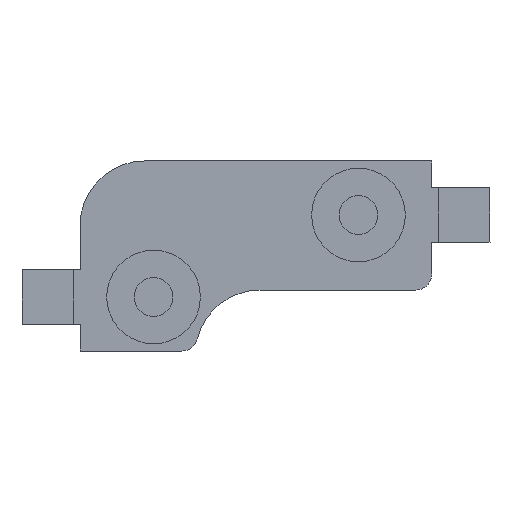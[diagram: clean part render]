
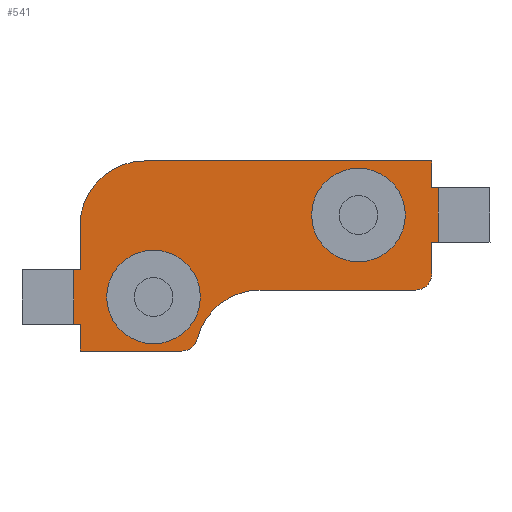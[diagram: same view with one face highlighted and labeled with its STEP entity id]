
A CAD part, front view. The second image highlights one B-rep face of the part: STEP entity #541.
In plain terms, the highlighted planar face has unit normal (0, -1, 0).
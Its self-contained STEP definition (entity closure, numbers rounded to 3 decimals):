
#16=FACE_BOUND('',#92,.T.);
#17=FACE_BOUND('',#93,.T.);
#22=CIRCLE('',#588,1.45);
#23=CIRCLE('',#591,0.5);
#24=CIRCLE('',#592,2.);
#25=CIRCLE('',#593,0.5);
#26=CIRCLE('',#594,2.);
#27=CIRCLE('',#595,1.45);
#59=FACE_OUTER_BOUND('',#91,.T.);
#91=EDGE_LOOP('',(#426,#427,#428,#429,#430,#431,#432,#433,#434,#435,#436,
#437,#438,#439,#440,#441,#442));
#92=EDGE_LOOP('',(#443));
#93=EDGE_LOOP('',(#444));
#109=LINE('',#776,#168);
#116=LINE('',#791,#175);
#123=LINE('',#805,#182);
#129=LINE('',#817,#188);
#133=LINE('',#825,#192);
#137=LINE('',#832,#196);
#141=LINE('',#840,#200);
#142=LINE('',#843,#201);
#150=LINE('',#868,#209);
#151=LINE('',#874,#210);
#152=LINE('',#877,#211);
#153=LINE('',#879,#212);
#154=LINE('',#881,#213);
#168=VECTOR('',#621,10.);
#175=VECTOR('',#632,10.);
#182=VECTOR('',#643,10.);
#188=VECTOR('',#653,10.);
#192=VECTOR('',#661,10.);
#196=VECTOR('',#665,10.);
#200=VECTOR('',#671,10.);
#201=VECTOR('',#674,10.);
#209=VECTOR('',#702,10.);
#210=VECTOR('',#707,10.);
#211=VECTOR('',#710,10.);
#212=VECTOR('',#711,10.);
#213=VECTOR('',#712,10.);
#227=VERTEX_POINT('',#774);
#228=VERTEX_POINT('',#775);
#233=VERTEX_POINT('',#789);
#234=VERTEX_POINT('',#790);
#239=VERTEX_POINT('',#804);
#243=VERTEX_POINT('',#816);
#245=VERTEX_POINT('',#824);
#248=VERTEX_POINT('',#830);
#251=VERTEX_POINT('',#838);
#252=VERTEX_POINT('',#842);
#258=VERTEX_POINT('',#862);
#259=VERTEX_POINT('',#867);
#260=VERTEX_POINT('',#869);
#261=VERTEX_POINT('',#871);
#262=VERTEX_POINT('',#873);
#263=VERTEX_POINT('',#875);
#264=VERTEX_POINT('',#878);
#265=VERTEX_POINT('',#880);
#266=VERTEX_POINT('',#883);
#277=EDGE_CURVE('',#227,#228,#109,.T.);
#284=EDGE_CURVE('',#233,#234,#116,.T.);
#291=EDGE_CURVE('',#227,#239,#123,.T.);
#297=EDGE_CURVE('',#243,#228,#129,.T.);
#301=EDGE_CURVE('',#239,#245,#133,.T.);
#305=EDGE_CURVE('',#248,#243,#137,.T.);
#309=EDGE_CURVE('',#234,#251,#141,.T.);
#310=EDGE_CURVE('',#252,#233,#142,.T.);
#321=EDGE_CURVE('',#258,#258,#22,.T.);
#322=EDGE_CURVE('',#259,#248,#150,.T.);
#323=EDGE_CURVE('',#260,#259,#23,.T.);
#324=EDGE_CURVE('',#260,#261,#24,.T.);
#325=EDGE_CURVE('',#262,#261,#151,.T.);
#326=EDGE_CURVE('',#263,#262,#25,.T.);
#327=EDGE_CURVE('',#252,#263,#152,.T.);
#328=EDGE_CURVE('',#264,#251,#153,.T.);
#329=EDGE_CURVE('',#265,#264,#154,.T.);
#330=EDGE_CURVE('',#245,#265,#26,.T.);
#331=EDGE_CURVE('',#266,#266,#27,.T.);
#426=ORIENTED_EDGE('',*,*,#277,.T.);
#427=ORIENTED_EDGE('',*,*,#297,.F.);
#428=ORIENTED_EDGE('',*,*,#305,.F.);
#429=ORIENTED_EDGE('',*,*,#322,.F.);
#430=ORIENTED_EDGE('',*,*,#323,.F.);
#431=ORIENTED_EDGE('',*,*,#324,.T.);
#432=ORIENTED_EDGE('',*,*,#325,.F.);
#433=ORIENTED_EDGE('',*,*,#326,.F.);
#434=ORIENTED_EDGE('',*,*,#327,.F.);
#435=ORIENTED_EDGE('',*,*,#310,.T.);
#436=ORIENTED_EDGE('',*,*,#284,.T.);
#437=ORIENTED_EDGE('',*,*,#309,.T.);
#438=ORIENTED_EDGE('',*,*,#328,.F.);
#439=ORIENTED_EDGE('',*,*,#329,.F.);
#440=ORIENTED_EDGE('',*,*,#330,.F.);
#441=ORIENTED_EDGE('',*,*,#301,.F.);
#442=ORIENTED_EDGE('',*,*,#291,.F.);
#443=ORIENTED_EDGE('',*,*,#331,.T.);
#444=ORIENTED_EDGE('',*,*,#321,.T.);
#516=PLANE('',#590);
#541=ADVANCED_FACE('',(#59,#16,#17),#516,.F.);
#588=AXIS2_PLACEMENT_3D('',#864,#696,#697);
#590=AXIS2_PLACEMENT_3D('',#866,#700,#701);
#591=AXIS2_PLACEMENT_3D('',#870,#703,#704);
#592=AXIS2_PLACEMENT_3D('',#872,#705,#706);
#593=AXIS2_PLACEMENT_3D('',#876,#708,#709);
#594=AXIS2_PLACEMENT_3D('',#882,#713,#714);
#595=AXIS2_PLACEMENT_3D('',#884,#715,#716);
#621=DIRECTION('',(0.,0.,-1.));
#632=DIRECTION('',(0.,0.,1.));
#643=DIRECTION('',(1.,0.,0.));
#653=DIRECTION('',(-1.,0.,0.));
#661=DIRECTION('',(0.,0.,1.));
#665=DIRECTION('',(0.,0.,1.));
#671=DIRECTION('',(-1.,0.,0.));
#674=DIRECTION('',(1.,0.,0.));
#696=DIRECTION('center_axis',(0.,1.,0.));
#697=DIRECTION('ref_axis',(1.,0.,0.));
#700=DIRECTION('center_axis',(0.,1.,0.));
#701=DIRECTION('ref_axis',(1.,0.,0.));
#702=DIRECTION('',(-1.,0.,0.));
#703=DIRECTION('center_axis',(0.,1.,0.));
#704=DIRECTION('ref_axis',(0.97,0.,-0.244));
#705=DIRECTION('center_axis',(0.,1.,0.));
#706=DIRECTION('ref_axis',(-0.97,0.,0.244));
#707=DIRECTION('',(-1.,0.,0.));
#708=DIRECTION('center_axis',(0.,1.,0.));
#709=DIRECTION('ref_axis',(1.,0.,0.));
#710=DIRECTION('',(0.,0.,-1.));
#711=DIRECTION('',(0.,0.,-1.));
#712=DIRECTION('',(1.,0.,0.));
#713=DIRECTION('center_axis',(0.,1.,0.));
#714=DIRECTION('ref_axis',(-1.,0.,0.));
#715=DIRECTION('center_axis',(0.,1.,0.));
#716=DIRECTION('ref_axis',(1.,0.,0.));
#774=CARTESIAN_POINT('',(7.178,0.,14.404));
#775=CARTESIAN_POINT('',(7.178,0.,12.724));
#776=CARTESIAN_POINT('',(7.178,0.,13.779));
#789=CARTESIAN_POINT('',(18.478,0.,15.264));
#790=CARTESIAN_POINT('',(18.478,0.,16.944));
#791=CARTESIAN_POINT('',(18.478,0.,15.889));
#804=CARTESIAN_POINT('',(7.378,0.,14.404));
#805=CARTESIAN_POINT('',(5.578,0.,14.404));
#816=CARTESIAN_POINT('',(7.378,0.,12.724));
#817=CARTESIAN_POINT('',(7.378,0.,12.724));
#824=CARTESIAN_POINT('',(7.378,0.,15.779));
#825=CARTESIAN_POINT('',(7.378,0.,11.889));
#830=CARTESIAN_POINT('',(7.378,0.,11.889));
#832=CARTESIAN_POINT('',(7.378,0.,11.889));
#838=CARTESIAN_POINT('',(18.278,0.,16.944));
#840=CARTESIAN_POINT('',(20.078,0.,16.944));
#842=CARTESIAN_POINT('',(18.278,0.,15.264));
#843=CARTESIAN_POINT('',(18.278,0.,15.264));
#862=CARTESIAN_POINT('',(8.203,0.,13.564));
#864=CARTESIAN_POINT('Origin',(9.653,0.,13.564));
#866=CARTESIAN_POINT('Origin',(12.828,0.,14.834));
#867=CARTESIAN_POINT('',(10.528,0.,11.889));
#868=CARTESIAN_POINT('',(10.528,0.,11.889));
#869=CARTESIAN_POINT('',(11.013,0.,12.267));
#870=CARTESIAN_POINT('Origin',(10.528,0.,12.389));
#871=CARTESIAN_POINT('',(12.952,0.,13.779));
#872=CARTESIAN_POINT('Origin',(12.952,0.,11.779));
#873=CARTESIAN_POINT('',(17.778,0.,13.779));
#874=CARTESIAN_POINT('',(17.778,0.,13.779));
#875=CARTESIAN_POINT('',(18.278,0.,14.279));
#876=CARTESIAN_POINT('Origin',(17.778,0.,14.279));
#877=CARTESIAN_POINT('',(18.278,0.,17.779));
#878=CARTESIAN_POINT('',(18.278,0.,17.779));
#879=CARTESIAN_POINT('',(18.278,0.,17.779));
#880=CARTESIAN_POINT('',(9.378,0.,17.779));
#881=CARTESIAN_POINT('',(9.378,0.,17.779));
#882=CARTESIAN_POINT('Origin',(9.378,0.,15.779));
#883=CARTESIAN_POINT('',(14.553,0.,16.104));
#884=CARTESIAN_POINT('Origin',(16.003,0.,16.104));
